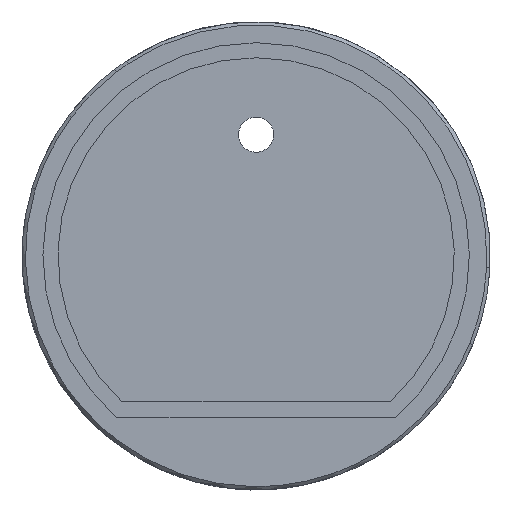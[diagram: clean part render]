
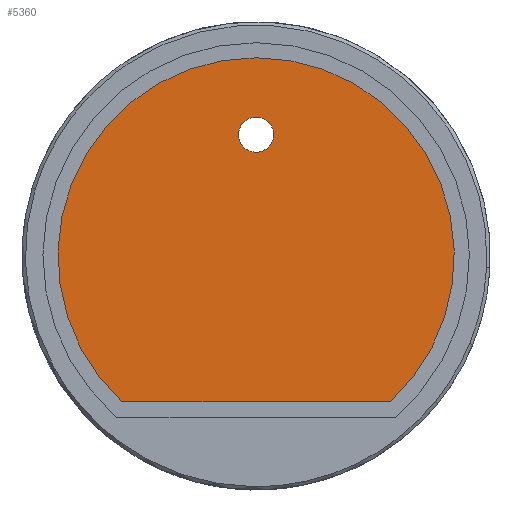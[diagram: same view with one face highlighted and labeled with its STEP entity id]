
A CAD part, front view. The second image highlights one B-rep face of the part: STEP entity #5360.
In plain terms, the highlighted planar face has unit normal (0, -1, 0).
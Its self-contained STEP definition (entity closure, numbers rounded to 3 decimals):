
#5212=CARTESIAN_POINT('',(-0.,296.2,-52.8));
#5213=VERTEX_POINT('',#5212);
#5222=CARTESIAN_POINT('',(16.067,296.2,-93.922));
#5223=VERTEX_POINT('',#5222);
#5224=CARTESIAN_POINT('',(0.,296.2,-76.5));
#5225=DIRECTION('',(0.,1.,0.));
#5226=DIRECTION('',(0.,-0.,1.));
#5227=AXIS2_PLACEMENT_3D('',#5224,#5225,#5226);
#5228=CIRCLE('',#5227,23.7);
#5229=EDGE_CURVE('',#5213,#5223,#5228,.T.);
#5254=CARTESIAN_POINT('',(-16.067,296.2,-93.922));
#5255=VERTEX_POINT('',#5254);
#5256=CARTESIAN_POINT('',(-16.067,296.2,-93.922));
#5257=DIRECTION('',(1.,0.,-0.));
#5258=VECTOR('',#5257,32.134);
#5259=LINE('',#5256,#5258);
#5260=EDGE_CURVE('',#5255,#5223,#5259,.T.);
#5333=CARTESIAN_POINT('',(0.,296.2,-77.255));
#5334=DIRECTION('',(0.,1.,0.));
#5335=DIRECTION('',(0.,0.,1.));
#5336=AXIS2_PLACEMENT_3D('',#5333,#5334,#5335);
#5337=PLANE('',#5336);
#5338=CARTESIAN_POINT('',(-0.,296.2,-59.9));
#5339=VERTEX_POINT('',#5338);
#5340=CARTESIAN_POINT('',(0.,296.2,-62.));
#5341=DIRECTION('',(-0.,-1.,-0.));
#5342=DIRECTION('',(0.,-0.,1.));
#5343=AXIS2_PLACEMENT_3D('',#5340,#5341,#5342);
#5344=CIRCLE('',#5343,2.1);
#5345=EDGE_CURVE('',#5339,#5339,#5344,.T.);
#5346=ORIENTED_EDGE('',*,*,#5345,.F.);
#5347=EDGE_LOOP('',(#5346));
#5348=FACE_BOUND('',#5347,.T.);
#5349=ORIENTED_EDGE('',*,*,#5229,.F.);
#5350=CARTESIAN_POINT('',(0.,296.2,-76.5));
#5351=DIRECTION('',(0.,1.,0.));
#5352=DIRECTION('',(0.,-0.,1.));
#5353=AXIS2_PLACEMENT_3D('',#5350,#5351,#5352);
#5354=CIRCLE('',#5353,23.7);
#5355=EDGE_CURVE('',#5255,#5213,#5354,.T.);
#5356=ORIENTED_EDGE('',*,*,#5355,.F.);
#5357=ORIENTED_EDGE('',*,*,#5260,.T.);
#5358=EDGE_LOOP('',(#5349,#5356,#5357));
#5359=FACE_BOUND('',#5358,.T.);
#5360=ADVANCED_FACE('',(#5348,#5359),#5337,.F.);
